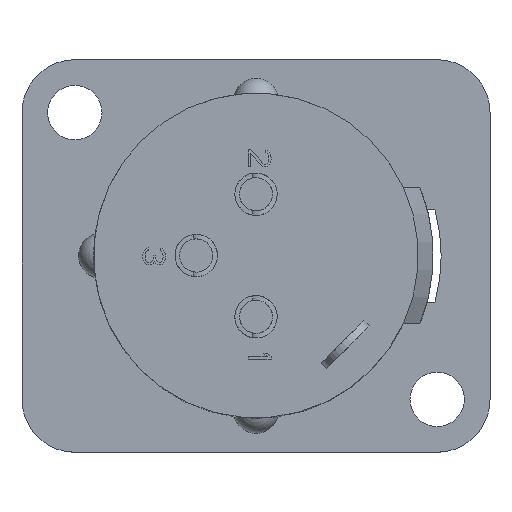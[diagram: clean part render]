
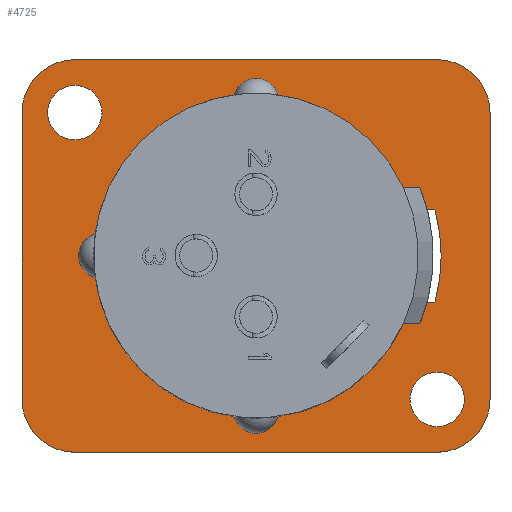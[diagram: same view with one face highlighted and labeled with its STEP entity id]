
A CAD part, top view. The second image highlights one B-rep face of the part: STEP entity #4725.
In plain terms, the highlighted planar face has unit normal (0, 0, 1).
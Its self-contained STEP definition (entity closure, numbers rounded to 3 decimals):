
#367=DIRECTION('',(1.,0.,0.));
#368=VECTOR('',#367,0.516);
#369=CARTESIAN_POINT('',(11.334,3.1,-16.6));
#370=LINE('',#369,#368);
#436=DIRECTION('',(-1.,0.,0.));
#437=VECTOR('',#436,0.516);
#438=CARTESIAN_POINT('',(11.849,-3.1,-16.6));
#439=LINE('',#438,#437);
#530=CARTESIAN_POINT('',(12.,-9.5,-16.6));
#531=DIRECTION('',(0.,0.,-1.));
#532=DIRECTION('',(1.,0.,0.));
#533=AXIS2_PLACEMENT_3D('',#530,#531,#532);
#535=DIRECTION('',(-1.,0.,0.));
#536=VECTOR('',#535,24.);
#537=CARTESIAN_POINT('',(12.,-13.,-16.6));
#538=LINE('',#537,#536);
#539=CARTESIAN_POINT('',(-12.,-9.5,-16.6));
#540=DIRECTION('',(0.,0.,-1.));
#541=DIRECTION('',(0.,-1.,0.));
#542=AXIS2_PLACEMENT_3D('',#539,#540,#541);
#544=DIRECTION('',(0.,1.,0.));
#545=VECTOR('',#544,19.);
#546=CARTESIAN_POINT('',(-15.5,-9.5,-16.6));
#547=LINE('',#546,#545);
#548=CARTESIAN_POINT('',(-12.,9.5,-16.6));
#549=DIRECTION('',(0.,0.,-1.));
#550=DIRECTION('',(-1.,0.,0.));
#551=AXIS2_PLACEMENT_3D('',#548,#549,#550);
#553=DIRECTION('',(1.,0.,0.));
#554=VECTOR('',#553,24.);
#555=CARTESIAN_POINT('',(-12.,13.,-16.6));
#556=LINE('',#555,#554);
#557=CARTESIAN_POINT('',(12.,9.5,-16.6));
#558=DIRECTION('',(0.,0.,-1.));
#559=DIRECTION('',(0.,1.,0.));
#560=AXIS2_PLACEMENT_3D('',#557,#558,#559);
#562=DIRECTION('',(0.,-1.,0.));
#563=VECTOR('',#562,19.);
#564=CARTESIAN_POINT('',(15.5,9.5,-16.6));
#565=LINE('',#564,#563);
#566=CARTESIAN_POINT('',(12.,-9.5,-16.6));
#567=DIRECTION('',(0.,0.,-1.));
#568=DIRECTION('',(1.,0.,0.));
#569=AXIS2_PLACEMENT_3D('',#566,#567,#568);
#571=CARTESIAN_POINT('',(12.,-9.5,-16.6));
#572=DIRECTION('',(0.,0.,-1.));
#573=DIRECTION('',(-1.,0.,0.));
#574=AXIS2_PLACEMENT_3D('',#571,#572,#573);
#576=CARTESIAN_POINT('',(-12.,9.5,-16.6));
#577=DIRECTION('',(0.,0.,-1.));
#578=DIRECTION('',(1.,0.,0.));
#579=AXIS2_PLACEMENT_3D('',#576,#577,#578);
#581=CARTESIAN_POINT('',(-12.,9.5,-16.6));
#582=DIRECTION('',(0.,0.,-1.));
#583=DIRECTION('',(-1.,0.,0.));
#584=AXIS2_PLACEMENT_3D('',#581,#582,#583);
#586=CARTESIAN_POINT('',(0.,10.25,-16.6));
#587=DIRECTION('',(0.,0.,-1.));
#588=DIRECTION('',(-0.963,0.268,0.));
#589=AXIS2_PLACEMENT_3D('',#586,#587,#588);
#591=CARTESIAN_POINT('',(-10.25,0.,-16.6));
#592=DIRECTION('',(0.,0.,-1.));
#593=DIRECTION('',(-0.268,-0.963,0.));
#594=AXIS2_PLACEMENT_3D('',#591,#592,#593);
#596=CARTESIAN_POINT('',(0.,-10.25,-16.6));
#597=DIRECTION('',(0.,0.,-1.));
#598=DIRECTION('',(0.963,-0.268,0.));
#599=AXIS2_PLACEMENT_3D('',#596,#597,#598);
#601=DIRECTION('',(1.,0.,0.));
#602=VECTOR('',#601,1.091);
#603=CARTESIAN_POINT('',(9.763,-4.5,-16.6));
#604=LINE('',#603,#602);
#605=CARTESIAN_POINT('',(0.,0.,-16.6));
#606=DIRECTION('',(0.,0.,1.));
#607=DIRECTION('',(0.924,-0.383,0.));
#608=AXIS2_PLACEMENT_3D('',#605,#606,#607);
#610=CARTESIAN_POINT('',(0.516,0.,-16.6));
#611=DIRECTION('',(0.,0.,-1.));
#612=DIRECTION('',(0.965,0.264,0.));
#613=AXIS2_PLACEMENT_3D('',#610,#611,#612);
#615=CARTESIAN_POINT('',(0.,0.,-16.6));
#616=DIRECTION('',(0.,0.,1.));
#617=DIRECTION('',(0.965,0.264,0.));
#618=AXIS2_PLACEMENT_3D('',#615,#616,#617);
#620=DIRECTION('',(-1.,0.,0.));
#621=VECTOR('',#620,1.091);
#622=CARTESIAN_POINT('',(10.854,4.5,-16.6));
#623=LINE('',#622,#621);
#779=CARTESIAN_POINT('',(0.,0.,-16.6));
#780=DIRECTION('',(0.,0.,-1.));
#781=DIRECTION('',(0.134,0.991,0.));
#782=AXIS2_PLACEMENT_3D('',#779,#780,#781);
#789=CARTESIAN_POINT('',(0.,0.,-16.6));
#790=DIRECTION('',(0.,0.,-1.));
#791=DIRECTION('',(0.908,-0.419,0.));
#792=AXIS2_PLACEMENT_3D('',#789,#790,#791);
#833=CARTESIAN_POINT('',(0.,0.,-16.6));
#834=DIRECTION('',(0.,0.,-1.));
#835=DIRECTION('',(-0.134,-0.991,0.));
#836=AXIS2_PLACEMENT_3D('',#833,#834,#835);
#871=CARTESIAN_POINT('',(0.,0.,-16.6));
#872=DIRECTION('',(0.,0.,-1.));
#873=DIRECTION('',(-0.991,0.134,0.));
#874=AXIS2_PLACEMENT_3D('',#871,#872,#873);
#3673=CARTESIAN_POINT('',(15.5,-9.5,-16.6));
#3674=CARTESIAN_POINT('',(12.,-13.,-16.6));
#3675=VERTEX_POINT('',#3673);
#3676=VERTEX_POINT('',#3674);
#3677=CARTESIAN_POINT('',(-12.,-13.,-16.6));
#3678=VERTEX_POINT('',#3677);
#3679=CARTESIAN_POINT('',(-15.5,-9.5,-16.6));
#3680=VERTEX_POINT('',#3679);
#3681=CARTESIAN_POINT('',(-15.5,9.5,-16.6));
#3682=VERTEX_POINT('',#3681);
#3683=CARTESIAN_POINT('',(-12.,13.,-16.6));
#3684=VERTEX_POINT('',#3683);
#3685=CARTESIAN_POINT('',(12.,13.,-16.6));
#3686=VERTEX_POINT('',#3685);
#3687=CARTESIAN_POINT('',(15.5,9.5,-16.6));
#3688=VERTEX_POINT('',#3687);
#3705=CARTESIAN_POINT('',(9.763,-4.5,-16.6));
#3706=CARTESIAN_POINT('',(10.854,-4.5,-16.6));
#3707=VERTEX_POINT('',#3705);
#3708=VERTEX_POINT('',#3706);
#3709=CARTESIAN_POINT('',(10.854,4.5,-16.6));
#3710=CARTESIAN_POINT('',(9.763,4.5,-16.6));
#3711=VERTEX_POINT('',#3709);
#3712=VERTEX_POINT('',#3710);
#3728=CARTESIAN_POINT('',(11.334,3.1,-16.6));
#3730=VERTEX_POINT('',#3728);
#3732=CARTESIAN_POINT('',(11.334,-3.1,-16.6));
#3734=VERTEX_POINT('',#3732);
#3764=CARTESIAN_POINT('',(13.8,-9.5,-16.6));
#3765=CARTESIAN_POINT('',(10.2,-9.5,-16.6));
#3766=VERTEX_POINT('',#3764);
#3767=VERTEX_POINT('',#3765);
#3780=CARTESIAN_POINT('',(-10.2,9.5,-16.6));
#3781=CARTESIAN_POINT('',(-13.8,9.5,-16.6));
#3782=VERTEX_POINT('',#3780);
#3783=VERTEX_POINT('',#3781);
#3788=CARTESIAN_POINT('',(-10.652,-1.445,-16.6));
#3789=CARTESIAN_POINT('',(-10.652,1.445,-16.6));
#3790=VERTEX_POINT('',#3788);
#3791=VERTEX_POINT('',#3789);
#3796=CARTESIAN_POINT('',(11.849,3.1,-16.6));
#3797=CARTESIAN_POINT('',(11.849,-3.1,-16.6));
#3798=VERTEX_POINT('',#3796);
#3799=VERTEX_POINT('',#3797);
#3836=CARTESIAN_POINT('',(-1.445,10.652,-16.6));
#3837=CARTESIAN_POINT('',(1.445,10.652,-16.6));
#3838=VERTEX_POINT('',#3836);
#3839=VERTEX_POINT('',#3837);
#3840=CARTESIAN_POINT('',(1.445,-10.652,-16.6));
#3841=CARTESIAN_POINT('',(-1.445,-10.652,-16.6));
#3842=VERTEX_POINT('',#3840);
#3843=VERTEX_POINT('',#3841);
#4665=CARTESIAN_POINT('',(0.,0.,-16.6));
#4666=DIRECTION('',(0.,0.,-1.));
#4667=DIRECTION('',(1.,0.,0.));
#4668=AXIS2_PLACEMENT_3D('',#4665,#4666,#4667);
#4669=PLANE('',#4668);
#4670=ORIENTED_EDGE('',*,*,#4655,.T.);
#4672=ORIENTED_EDGE('',*,*,#4671,.T.);
#4674=ORIENTED_EDGE('',*,*,#4673,.T.);
#4676=ORIENTED_EDGE('',*,*,#4675,.T.);
#4678=ORIENTED_EDGE('',*,*,#4677,.T.);
#4680=ORIENTED_EDGE('',*,*,#4679,.T.);
#4682=ORIENTED_EDGE('',*,*,#4681,.T.);
#4684=ORIENTED_EDGE('',*,*,#4683,.T.);
#4685=EDGE_LOOP('',(#4670,#4672,#4674,#4676,#4678,#4680,#4682,#4684));
#4686=FACE_OUTER_BOUND('',#4685,.F.);
#4688=ORIENTED_EDGE('',*,*,#4687,.F.);
#4690=ORIENTED_EDGE('',*,*,#4689,.F.);
#4691=EDGE_LOOP('',(#4688,#4690));
#4692=FACE_BOUND('',#4691,.F.);
#4694=ORIENTED_EDGE('',*,*,#4693,.F.);
#4696=ORIENTED_EDGE('',*,*,#4695,.F.);
#4697=EDGE_LOOP('',(#4694,#4696));
#4698=FACE_BOUND('',#4697,.F.);
#4700=ORIENTED_EDGE('',*,*,#4699,.F.);
#4702=ORIENTED_EDGE('',*,*,#4701,.F.);
#4704=ORIENTED_EDGE('',*,*,#4703,.F.);
#4706=ORIENTED_EDGE('',*,*,#4705,.F.);
#4708=ORIENTED_EDGE('',*,*,#4707,.F.);
#4710=ORIENTED_EDGE('',*,*,#4709,.F.);
#4712=ORIENTED_EDGE('',*,*,#4711,.T.);
#4713=ORIENTED_EDGE('',*,*,#4525,.T.);
#4714=ORIENTED_EDGE('',*,*,#4587,.F.);
#4716=ORIENTED_EDGE('',*,*,#4715,.F.);
#4717=ORIENTED_EDGE('',*,*,#4475,.F.);
#4718=ORIENTED_EDGE('',*,*,#4533,.T.);
#4720=ORIENTED_EDGE('',*,*,#4719,.T.);
#4722=ORIENTED_EDGE('',*,*,#4721,.F.);
#4723=EDGE_LOOP('',(#4700,#4702,#4704,#4706,#4708,#4710,#4712,#4713,#4714,#4716,
#4717,#4718,#4720,#4722));
#4724=FACE_BOUND('',#4723,.F.);
#534=CIRCLE('',#533,3.5);
#543=CIRCLE('',#542,3.5);
#552=CIRCLE('',#551,3.5);
#561=CIRCLE('',#560,3.5);
#570=CIRCLE('',#569,1.8);
#575=CIRCLE('',#574,1.8);
#580=CIRCLE('',#579,1.8);
#585=CIRCLE('',#584,1.8);
#590=CIRCLE('',#589,1.5);
#595=CIRCLE('',#594,1.5);
#600=CIRCLE('',#599,1.5);
#609=CIRCLE('',#608,11.75);
#614=CIRCLE('',#613,11.75);
#619=CIRCLE('',#618,11.75);
#783=CIRCLE('',#782,10.75);
#793=CIRCLE('',#792,10.75);
#837=CIRCLE('',#836,10.75);
#875=CIRCLE('',#874,10.75);
#4475=EDGE_CURVE('',#3730,#3798,#370,.T.);
#4525=EDGE_CURVE('',#3708,#3734,#609,.T.);
#4533=EDGE_CURVE('',#3730,#3711,#619,.T.);
#4587=EDGE_CURVE('',#3799,#3734,#439,.T.);
#4655=EDGE_CURVE('',#3675,#3676,#534,.T.);
#4671=EDGE_CURVE('',#3676,#3678,#538,.T.);
#4673=EDGE_CURVE('',#3678,#3680,#543,.T.);
#4675=EDGE_CURVE('',#3680,#3682,#547,.T.);
#4677=EDGE_CURVE('',#3682,#3684,#552,.T.);
#4679=EDGE_CURVE('',#3684,#3686,#556,.T.);
#4681=EDGE_CURVE('',#3686,#3688,#561,.T.);
#4683=EDGE_CURVE('',#3688,#3675,#565,.T.);
#4687=EDGE_CURVE('',#3766,#3767,#570,.T.);
#4689=EDGE_CURVE('',#3767,#3766,#575,.T.);
#4693=EDGE_CURVE('',#3782,#3783,#580,.T.);
#4695=EDGE_CURVE('',#3783,#3782,#585,.T.);
#4699=EDGE_CURVE('',#3838,#3839,#590,.T.);
#4701=EDGE_CURVE('',#3791,#3838,#875,.T.);
#4703=EDGE_CURVE('',#3790,#3791,#595,.T.);
#4705=EDGE_CURVE('',#3843,#3790,#837,.T.);
#4707=EDGE_CURVE('',#3842,#3843,#600,.T.);
#4709=EDGE_CURVE('',#3707,#3842,#793,.T.);
#4711=EDGE_CURVE('',#3707,#3708,#604,.T.);
#4715=EDGE_CURVE('',#3798,#3799,#614,.T.);
#4719=EDGE_CURVE('',#3711,#3712,#623,.T.);
#4721=EDGE_CURVE('',#3839,#3712,#783,.T.);
#4725=ADVANCED_FACE('',(#4686,#4692,#4698,#4724),#4669,.F.);
